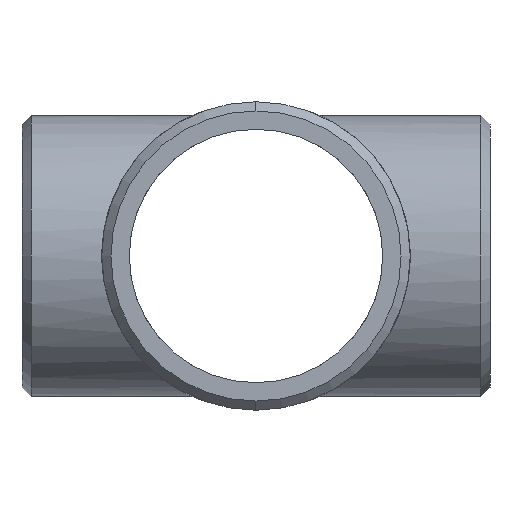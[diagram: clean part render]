
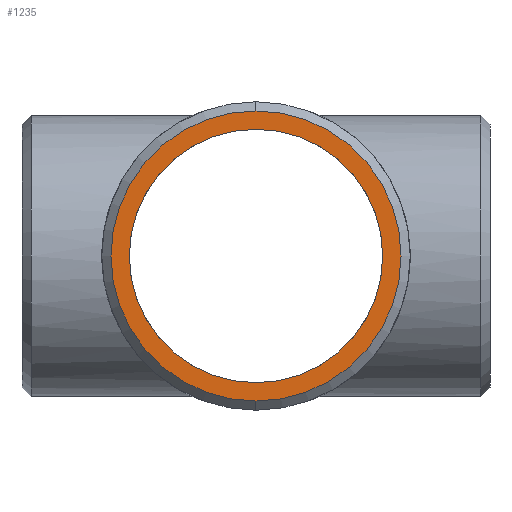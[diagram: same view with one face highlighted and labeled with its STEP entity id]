
A CAD part, left-side view. The second image highlights one B-rep face of the part: STEP entity #1235.
In plain terms, the highlighted planar face has unit normal (-1, 0, 0).
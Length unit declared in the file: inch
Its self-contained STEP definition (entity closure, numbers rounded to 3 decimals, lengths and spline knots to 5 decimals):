
#7 = CARTESIAN_POINT ( 'NONE',  ( -11., 0., 0. ) ) ;
#59 = DIRECTION ( 'NONE',  ( 0., 0., 1. ) ) ;
#72 = CARTESIAN_POINT ( 'NONE',  ( -11., 0., 0. ) ) ;
#92 = AXIS2_PLACEMENT_3D ( 'NONE', #1457, #1447, #59 ) ;
#96 = ORIENTED_EDGE ( 'NONE', *, *, #856, .T. ) ;
#134 = VERTEX_POINT ( 'NONE', #533 ) ;
#135 = AXIS2_PLACEMENT_3D ( 'NONE', #473, #1059, #1435 ) ;
#220 = EDGE_CURVE ( 'NONE', #134, #1370, #1251, .T. ) ;
#229 = EDGE_LOOP ( 'NONE', ( #860, #96 ) ) ;
#370 = CARTESIAN_POINT ( 'NONE',  ( -11., 0., 5.75 ) ) ;
#377 = DIRECTION ( 'NONE',  ( 0., 0., 1. ) ) ;
#380 = DIRECTION ( 'NONE',  ( -1., 0., 0. ) ) ;
#394 = PLANE ( 'NONE',  #1337 ) ;
#472 = ORIENTED_EDGE ( 'NONE', *, *, #1417, .T. ) ;
#473 = CARTESIAN_POINT ( 'NONE',  ( -11., 0., 0. ) ) ;
#533 = CARTESIAN_POINT ( 'NONE',  ( -11., 0., -6.58333 ) ) ;
#588 = VERTEX_POINT ( 'NONE', #704 ) ;
#612 = ORIENTED_EDGE ( 'NONE', *, *, #220, .T. ) ;
#615 = AXIS2_PLACEMENT_3D ( 'NONE', #7, #1385, #377 ) ;
#629 = FACE_BOUND ( 'NONE', #229, .T. ) ;
#694 = CIRCLE ( 'NONE', #615, 5.75 ) ;
#704 = CARTESIAN_POINT ( 'NONE',  ( -11., 0., -5.75 ) ) ;
#706 = DIRECTION ( 'NONE',  ( 1., 0., 0. ) ) ;
#765 = FACE_OUTER_BOUND ( 'NONE', #958, .T. ) ;
#839 = VERTEX_POINT ( 'NONE', #370 ) ;
#856 = EDGE_CURVE ( 'NONE', #588, #839, #694, .T. ) ;
#860 = ORIENTED_EDGE ( 'NONE', *, *, #1020, .T. ) ;
#901 = CARTESIAN_POINT ( 'NONE',  ( -11., 0., 0. ) ) ;
#958 = EDGE_LOOP ( 'NONE', ( #612, #472 ) ) ;
#1020 = EDGE_CURVE ( 'NONE', #839, #588, #1456, .T. ) ;
#1059 = DIRECTION ( 'NONE',  ( -1., 0., 0. ) ) ;
#1065 = CARTESIAN_POINT ( 'NONE',  ( -11., 0., 6.58333 ) ) ;
#1235 = ADVANCED_FACE ( 'NONE', ( #765, #629 ), #394, .T. ) ;
#1251 = CIRCLE ( 'NONE', #135, 6.58333 ) ;
#1257 = AXIS2_PLACEMENT_3D ( 'NONE', #72, #706, #1575 ) ;
#1278 = CIRCLE ( 'NONE', #92, 6.58333 ) ;
#1337 = AXIS2_PLACEMENT_3D ( 'NONE', #901, #380, #1403 ) ;
#1370 = VERTEX_POINT ( 'NONE', #1065 ) ;
#1385 = DIRECTION ( 'NONE',  ( 1., 0., 0. ) ) ;
#1403 = DIRECTION ( 'NONE',  ( 0., 0., -1. ) ) ;
#1417 = EDGE_CURVE ( 'NONE', #1370, #134, #1278, .T. ) ;
#1435 = DIRECTION ( 'NONE',  ( 0., 0., 1. ) ) ;
#1447 = DIRECTION ( 'NONE',  ( -1., 0., 0. ) ) ;
#1456 = CIRCLE ( 'NONE', #1257, 5.75 ) ;
#1457 = CARTESIAN_POINT ( 'NONE',  ( -11., 0., 0. ) ) ;
#1575 = DIRECTION ( 'NONE',  ( 0., 0., 1. ) ) ;
